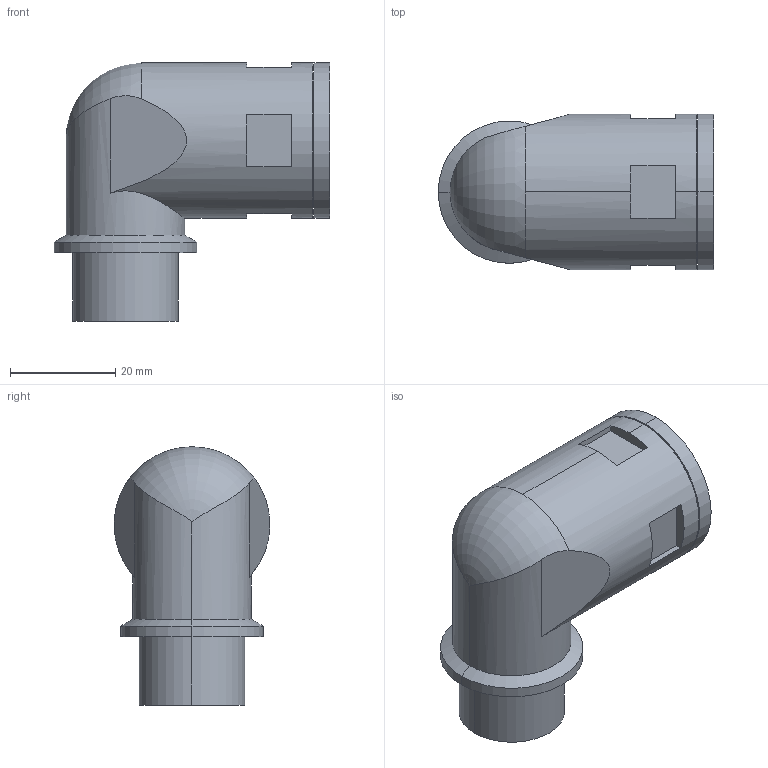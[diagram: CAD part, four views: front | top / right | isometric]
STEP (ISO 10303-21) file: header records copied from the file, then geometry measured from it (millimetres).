
FILE_DESCRIPTION(('Creo Elements/Direct Modeling STEP Export'),'2;1');
FILE_NAME('model.stp','2020-10-22T10:17:53',(''),(''),'Creo Elements/Direct Modeling STEP processor for AP214 (Solid Model)','Creo Elements/Direct Modeling 20.1A 29-Sep-2018 (C) Parametric Technology GmbH','');
FILE_SCHEMA(('AUTOMOTIVE_DESIGN { 1 0 10303 214 1 1 1 1 }'));
Length unit declared in the file: millimetre
Products named in the file (2): WP_GA_HF_IP69K_M20_BK-select
Assembly tree (1 placements, depth 2):
  WP_GA_HF_IP69K_M20_BK-select
    WP_GA_HF_IP69K_M20_BK-select
Bounding box: 52.25 x 29.5 x 49 mm (x, y, z)
Volume: 20177.9 mm3; surface area: 11333.7 mm2
Topology: 1 solids, 1 shells, 52 faces, 129 edges, 82 vertices
Faces by surface type: plane 27, cylinder 18, cone 4, sphere 2, torus 1
Entity records: 2407 total; most frequent: CARTESIAN_POINT 1174, ORIENTED_EDGE 254, DIRECTION 239, EDGE_CURVE 127, AXIS2_PLACEMENT_3D 88, VERTEX_POINT 82, VECTOR 63, LINE 63
